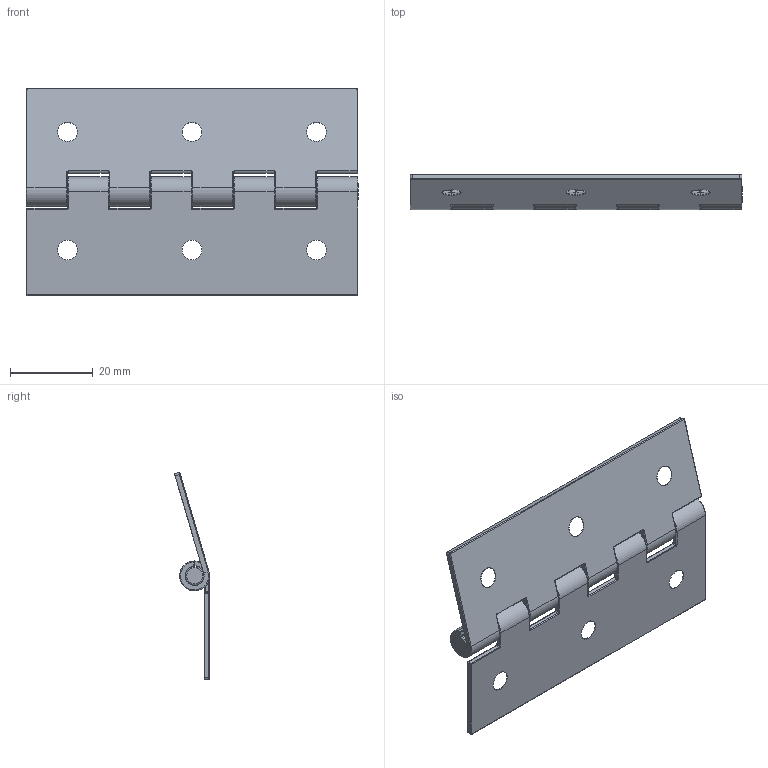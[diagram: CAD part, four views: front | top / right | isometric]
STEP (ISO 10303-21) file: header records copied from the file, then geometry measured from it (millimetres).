
FILE_DESCRIPTION (( 'STEP AP214' ), '1' );
FILE_NAME ('Biltema 25-539.STEP', '2020-05-11T08:15:35', ( '' ), ( '' ), 'SwSTEP 2.0', 'SolidWorks 2019', '' );
FILE_SCHEMA (( 'AUTOMOTIVE_DESIGN' ));
Length unit declared in the file: millimetre
Products named in the file (3): pinne; Side1; Biltema 25-539
Assembly tree (3 placements, depth 2):
  Biltema 25-539
    Side1  x2
    pinne
Bounding box: 80 x 8.47 x 49.95 mm (x, y, z)
Volume: 7299.2 mm3; surface area: 11522.5 mm2
Topology: 3 solids, 3 shells, 342 faces, 796 edges, 456 vertices
Faces by surface type: cylinder 142, torus 126, plane 58, cone 12, sphere 4
Entity records: 5119 total; most frequent: DIRECTION 1010, CARTESIAN_POINT 873, ORIENTED_EDGE 806, AXIS2_PLACEMENT_3D 435, EDGE_CURVE 403, CIRCLE 254, VERTEX_POINT 232, EDGE_LOOP 181
